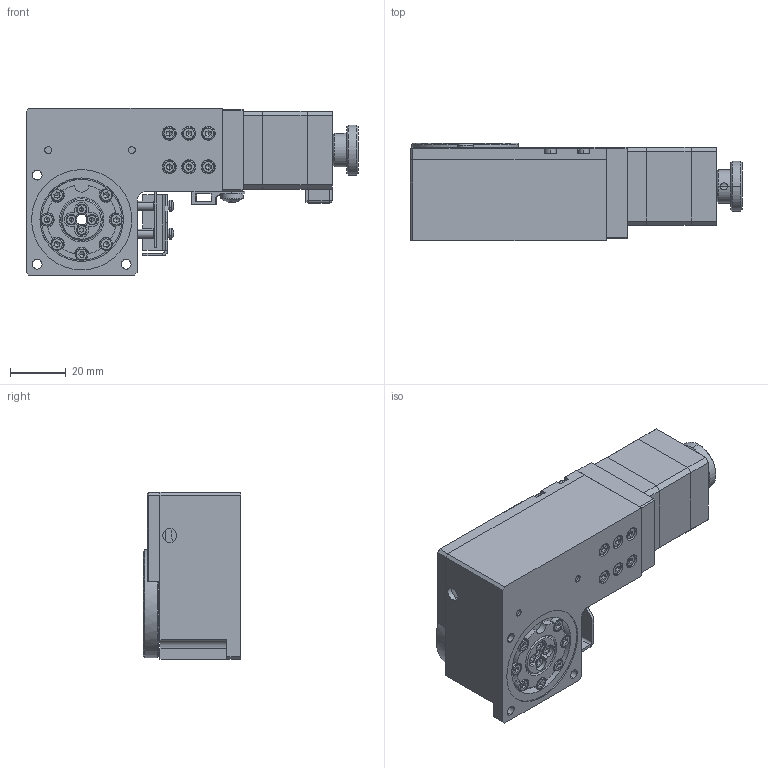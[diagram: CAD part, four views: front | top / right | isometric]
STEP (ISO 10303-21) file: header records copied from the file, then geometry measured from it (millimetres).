
FILE_DESCRIPTION (( 'STEP AP203' ), '1' );
FILE_NAME ('SIN18-40.step', '2019-05-06T08:33:33', ( '' ), ( '' ), 'SwSTEP 2.0', 'SolidWorks 2017', '' );
FILE_SCHEMA (( 'CONFIG_CONTROL_DESIGN' ));
Length unit declared in the file: millimetre
Products named in the file (1): SIN18-40
Bounding box: 119.3 x 35 x 60.1 mm (x, y, z)
Surface area: 34011 mm2 (no closed solid volume)
Topology: 0 solids, 66 shells, 780 faces, 2706 edges, 1871 vertices
Faces by surface type: plane 467, cylinder 192, cone 61, torus 52, sphere 8
Entity records: 28980 total; most frequent: CARTESIAN_POINT 5666, DIRECTION 5020, ORIENTED_EDGE 4202, EDGE_CURVE 2666, VERTEX_POINT 1871, LINE 1742, VECTOR 1742, AXIS2_PLACEMENT_3D 1639
